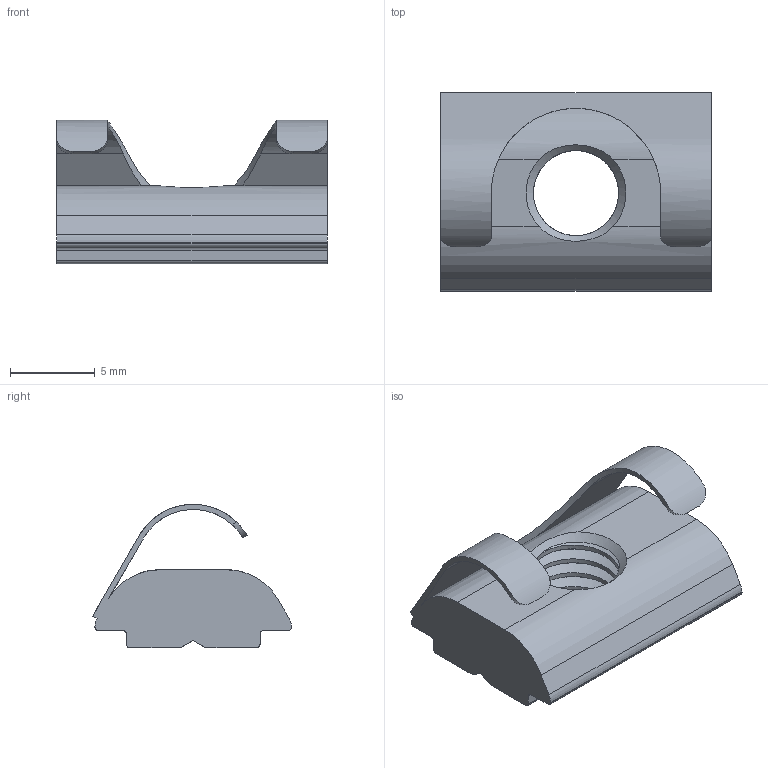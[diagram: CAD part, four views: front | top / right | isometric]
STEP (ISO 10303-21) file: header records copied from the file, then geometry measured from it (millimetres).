
FILE_DESCRIPTION(/* description */ (''),/* implementation_level */ '2;1');
FILE_NAME(/* name */ 'M6L-PF v2.step',/* time_stamp */ '2020-09-15T13:39:05-04:00',/* author */ (''),/* organization */ (''),/* preprocessor_version */ 'ST-DEVELOPER v18.1',/* originating_system */ 'Autodesk Translation Framework v9.3.0.1241',/* authorisation */ '');
FILE_SCHEMA (('AUTOMOTIVE_DESIGN { 1 0 10303 214 3 1 1 }'));
Length unit declared in the file: millimetre
Products named in the file (1): M6L-PF
Bounding box: 16 x 11.73 x 8.47 mm (x, y, z)
Volume: 605.8 mm3; surface area: 829.4 mm2
Topology: 1 solids, 1 shells, 61 faces, 178 edges, 117 vertices
Faces by surface type: cylinder 31, plane 26, bspline 2, cone 2
Full cylindrical faces by diameter (mm): 5.035 x2
Entity records: 2968 total; most frequent: CARTESIAN_POINT 1346, ORIENTED_EDGE 356, DIRECTION 307, EDGE_CURVE 178, VERTEX_POINT 117, AXIS2_PLACEMENT_3D 109, LINE 89, VECTOR 89
